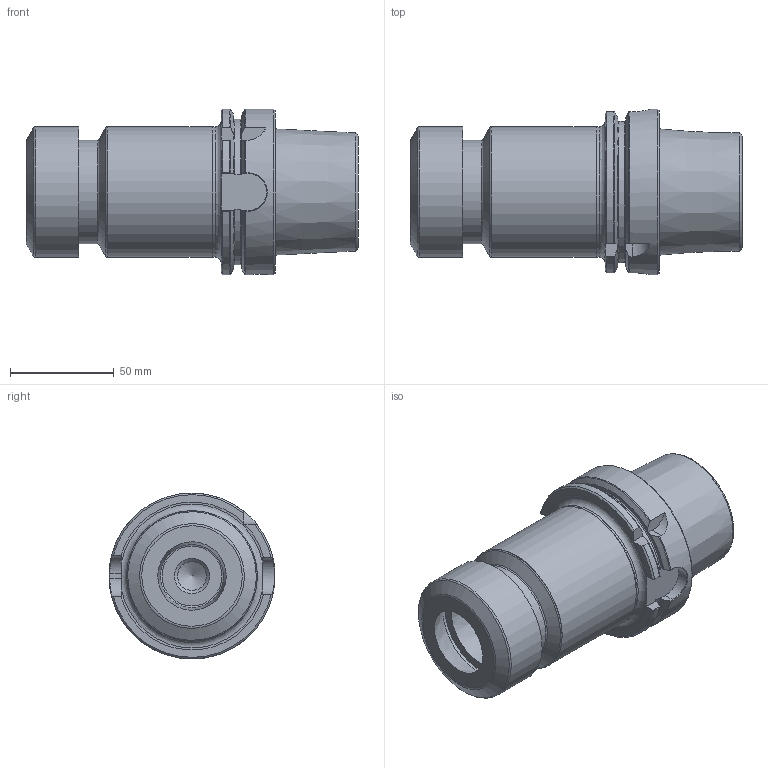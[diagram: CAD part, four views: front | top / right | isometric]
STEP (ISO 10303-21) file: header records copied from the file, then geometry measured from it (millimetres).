
FILE_DESCRIPTION(/* description */ (''),/* implementation_level */ '2;1');
FILE_NAME(/* name */ 'AHSKA80-ER-40-120.stp',/* time_stamp */ '2024-12-11T15:39:33+03:00',/* author */ (''),/* organization */ (''),/* preprocessor_version */ 'ST-DEVELOPER v19.4',/* originating_system */ 'SIEMENS PLM Software NX2306.3001',/* authorisation */ '');
FILE_SCHEMA (('AUTOMOTIVE_DESIGN { 1 0 10303 214 3 1 1 1 }'));
Length unit declared in the file: millimetre
Products named in the file (1): AHSKA80-ER-40-120-light_objects
Bounding box: 160 x 80 x 80 mm (x, y, z)
Volume: 443972.5 mm3; surface area: 52361.5 mm2
Topology: 1 solids, 1 shells, 103 faces, 270 edges, 173 vertices
Faces by surface type: plane 39, cone 25, cylinder 18, torus 18, bspline 3
Full cylindrical faces by diameter (mm): 10 x1, 14 x1, 30.5 x1, 48.5 x1, 50 x1, 62.8 x1, 63 x2, 80 x1
Entity records: 3389 total; most frequent: CARTESIAN_POINT 1127, ORIENTED_EDGE 454, DIRECTION 422, EDGE_CURVE 227, AXIS2_PLACEMENT_3D 181, VERTEX_POINT 163, EDGE_LOOP 138, ADVANCED_FACE 103
